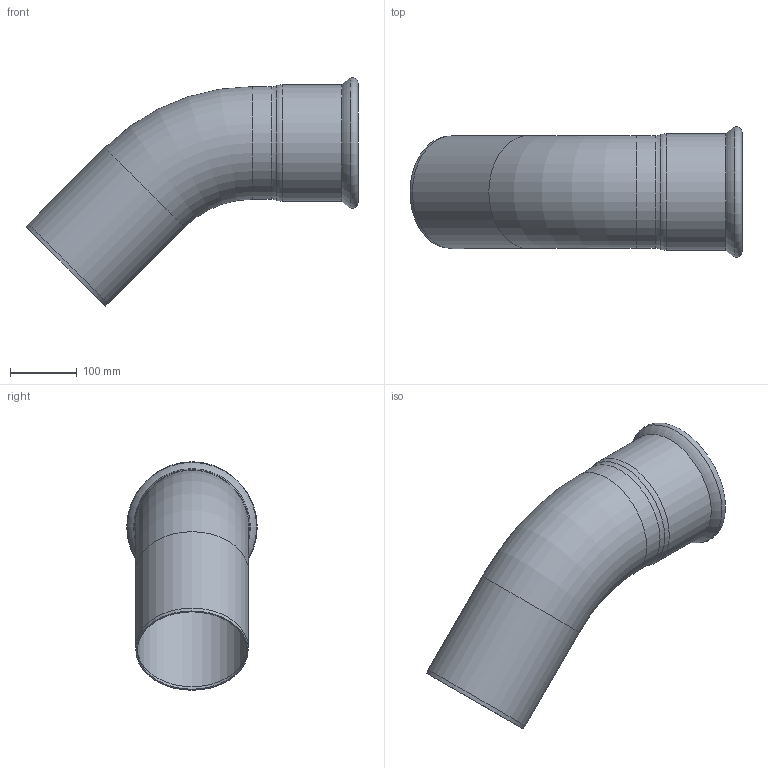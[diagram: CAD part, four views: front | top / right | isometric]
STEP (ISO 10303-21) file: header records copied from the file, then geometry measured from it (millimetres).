
FILE_DESCRIPTION(/* description */ (''),/* implementation_level */ '2;1');
FILE_NAME(/* name */ '181168451_Inoxpres.stp',/* time_stamp */ '2022-10-11T07:56:59+02:00',/* author */ ('Vault'),/* organization */ ('Raccorderie metalliche s.p.a. '),/* preprocessor_version */ 'ST-DEVELOPER v18.1',/* originating_system */ 'Autodesk Inventor 2020',/* authorisation */ 'Raccorderie metalliche s.p.a. ');
FILE_SCHEMA (('AUTOMOTIVE_DESIGN { 1 0 10303 214 3 1 1 }'));
Length unit declared in the file: millimetre
Products named in the file (1): 181168451_Inoxpres
Bounding box: 495.7 x 194.77 x 341.09 mm (x, y, z)
Volume: 623497 mm3; surface area: 539701.3 mm2
Topology: 1 solids, 1 shells, 22 faces, 73 edges, 52 vertices
Faces by surface type: torus 10, cylinder 8, cone 3, plane 1
Full cylindrical faces by diameter (mm): 164.3 x2, 168.3 x2, 170 x1, 173 x2, 174 x1
Entity records: 916 total; most frequent: DIRECTION 181, CARTESIAN_POINT 148, ORIENTED_EDGE 146, AXIS2_PLACEMENT_3D 85, EDGE_CURVE 73, CIRCLE 62, VERTEX_POINT 52, EDGE_LOOP 23
